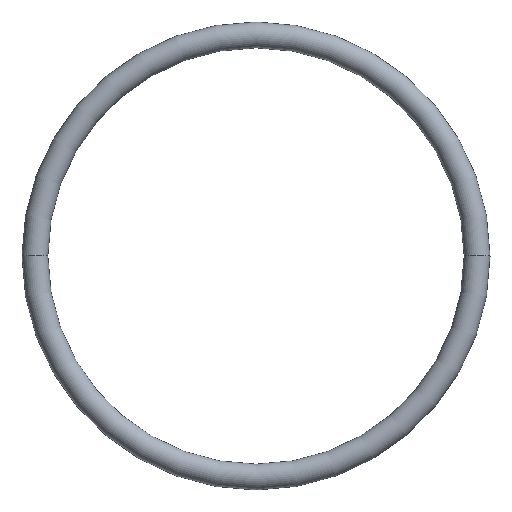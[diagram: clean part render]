
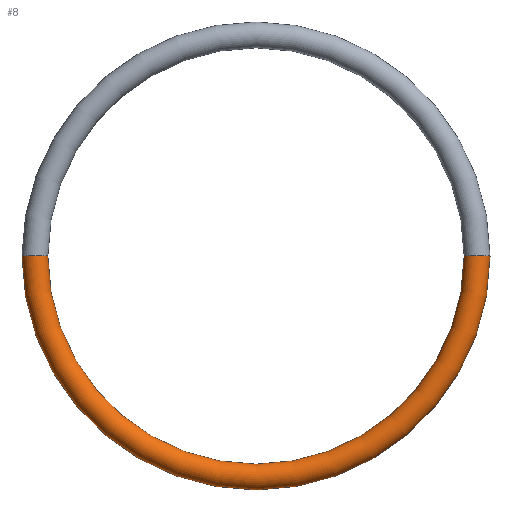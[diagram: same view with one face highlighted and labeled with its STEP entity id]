
A CAD part, top view. The second image highlights one B-rep face of the part: STEP entity #8.
In plain terms, the highlighted toroidal (fillet/blend) face has major radius 30.137 mm and minor radius 1.765 mm.
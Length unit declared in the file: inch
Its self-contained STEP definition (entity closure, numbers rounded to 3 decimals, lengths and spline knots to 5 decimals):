
#3 = DIRECTION ( 'NONE',  ( 0., 0., -1. ) ) ;
#8 = ADVANCED_FACE ( 'NONE', ( #134 ), #90, .T. ) ;
#11 = DIRECTION ( 'NONE',  ( 1., 0., 0. ) ) ;
#17 = CIRCLE ( 'NONE', #97, 0.0695 ) ;
#20 = DIRECTION ( 'NONE',  ( 1., 0., 0. ) ) ;
#22 = VERTEX_POINT ( 'NONE', #23 ) ;
#23 = CARTESIAN_POINT ( 'NONE',  ( 1.117, 0., 0. ) ) ;
#27 = DIRECTION ( 'NONE',  ( -1., 0., 0. ) ) ;
#39 = ORIENTED_EDGE ( 'NONE', *, *, #75, .T. ) ;
#40 = CARTESIAN_POINT ( 'NONE',  ( 1.256, 0., 0. ) ) ;
#41 = EDGE_CURVE ( 'NONE', #141, #22, #171, .T. ) ;
#44 = ORIENTED_EDGE ( 'NONE', *, *, #41, .F. ) ;
#54 = DIRECTION ( 'NONE',  ( 0., 0., 1. ) ) ;
#61 = AXIS2_PLACEMENT_3D ( 'NONE', #119, #92, #11 ) ;
#63 = AXIS2_PLACEMENT_3D ( 'NONE', #191, #54, #20 ) ;
#67 = DIRECTION ( 'NONE',  ( 1., 0., 0. ) ) ;
#69 = CARTESIAN_POINT ( 'NONE',  ( -1.1865, 0., 0. ) ) ;
#75 = EDGE_CURVE ( 'NONE', #116, #22, #82, .T. ) ;
#76 = EDGE_CURVE ( 'NONE', #133, #141, #17, .T. ) ;
#79 = AXIS2_PLACEMENT_3D ( 'NONE', #194, #124, #3 ) ;
#81 = CARTESIAN_POINT ( 'NONE',  ( -1.117, 0., 0. ) ) ;
#82 = CIRCLE ( 'NONE', #79, 0.0695 ) ;
#90 = TOROIDAL_SURFACE ( 'NONE', #61, 1.1865, 0.0695 ) ;
#92 = DIRECTION ( 'NONE',  ( 0., 0., 1. ) ) ;
#93 = CARTESIAN_POINT ( 'NONE',  ( 0., 0., 0. ) ) ;
#94 = DIRECTION ( 'NONE',  ( 0., 1., 0. ) ) ;
#97 = AXIS2_PLACEMENT_3D ( 'NONE', #69, #94, #27 ) ;
#109 = EDGE_CURVE ( 'NONE', #133, #116, #118, .T. ) ;
#113 = EDGE_LOOP ( 'NONE', ( #181, #149, #39, #44 ) ) ;
#116 = VERTEX_POINT ( 'NONE', #40 ) ;
#118 = CIRCLE ( 'NONE', #152, 1.256 ) ;
#119 = CARTESIAN_POINT ( 'NONE',  ( 0., 0., 0. ) ) ;
#124 = DIRECTION ( 'NONE',  ( 0., -1., 0. ) ) ;
#133 = VERTEX_POINT ( 'NONE', #183 ) ;
#134 = FACE_OUTER_BOUND ( 'NONE', #113, .T. ) ;
#141 = VERTEX_POINT ( 'NONE', #81 ) ;
#149 = ORIENTED_EDGE ( 'NONE', *, *, #109, .T. ) ;
#152 = AXIS2_PLACEMENT_3D ( 'NONE', #93, #192, #67 ) ;
#171 = CIRCLE ( 'NONE', #63, 1.117 ) ;
#181 = ORIENTED_EDGE ( 'NONE', *, *, #76, .F. ) ;
#183 = CARTESIAN_POINT ( 'NONE',  ( -1.256, 0., 0. ) ) ;
#191 = CARTESIAN_POINT ( 'NONE',  ( 0., 0., 0. ) ) ;
#192 = DIRECTION ( 'NONE',  ( 0., 0., 1. ) ) ;
#194 = CARTESIAN_POINT ( 'NONE',  ( 1.1865, 0., 0. ) ) ;
